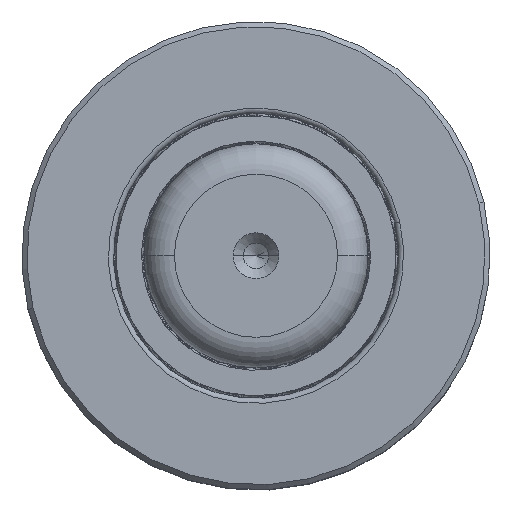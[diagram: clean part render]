
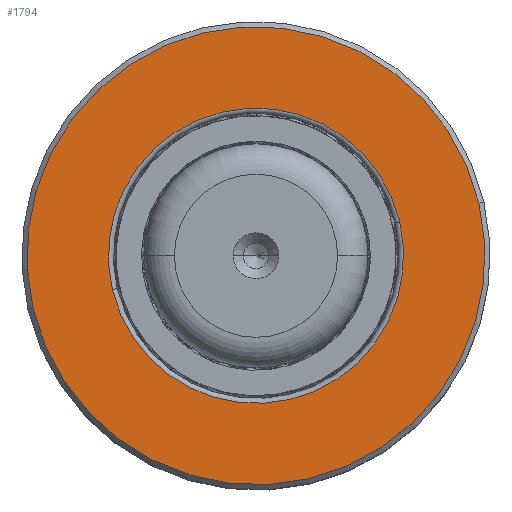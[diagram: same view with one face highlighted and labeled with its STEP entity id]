
A CAD part, top view. The second image highlights one B-rep face of the part: STEP entity #1794.
In plain terms, the highlighted face is planar.
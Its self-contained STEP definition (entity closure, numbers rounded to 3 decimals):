
#1794 = ADVANCED_FACE ( 'NONE', ( #18086, #38348 ), #5952, .T. ) ;
#1873 = VERTEX_POINT ( 'NONE', #4448 ) ;
#4176 = CIRCLE ( 'NONE', #15428, 14.5 ) ;
#4380 = CIRCLE ( 'NONE', #11791, 22.5 ) ;
#4448 = CARTESIAN_POINT ( 'NONE',  ( 0., 15.687, 22.5 ) ) ;
#4575 = EDGE_CURVE ( 'NONE', #1873, #28360, #4380, .T. ) ;
#5420 = CARTESIAN_POINT ( 'NONE',  ( 0., 15.687, 0. ) ) ;
#5535 = DIRECTION ( 'NONE',  ( 0., -1., 0. ) ) ;
#5707 = CIRCLE ( 'NONE', #25480, 22.5 ) ;
#5952 = PLANE ( 'NONE',  #38087 ) ;
#6042 = DIRECTION ( 'NONE',  ( 0., 0., 1. ) ) ;
#8838 = ORIENTED_EDGE ( 'NONE', *, *, #11970, .T. ) ;
#10002 = EDGE_CURVE ( 'NONE', #10141, #21561, #17362, .T. ) ;
#10141 = VERTEX_POINT ( 'NONE', #33969 ) ;
#11791 = AXIS2_PLACEMENT_3D ( 'NONE', #27993, #21101, #24481 ) ;
#11970 = EDGE_CURVE ( 'NONE', #21561, #10141, #4176, .T. ) ;
#15100 = EDGE_LOOP ( 'NONE', ( #32927, #8838 ) ) ;
#15376 = EDGE_CURVE ( 'NONE', #28360, #1873, #5707, .T. ) ;
#15428 = AXIS2_PLACEMENT_3D ( 'NONE', #15839, #43812, #19011 ) ;
#15459 = AXIS2_PLACEMENT_3D ( 'NONE', #40862, #5535, #29997 ) ;
#15824 = DIRECTION ( 'NONE',  ( 0., 0., -1. ) ) ;
#15839 = CARTESIAN_POINT ( 'NONE',  ( 0., 15.687, 0. ) ) ;
#17362 = CIRCLE ( 'NONE', #15459, 14.5 ) ;
#18086 = FACE_BOUND ( 'NONE', #15100, .T. ) ;
#19011 = DIRECTION ( 'NONE',  ( 0., 0., -1. ) ) ;
#20320 = ORIENTED_EDGE ( 'NONE', *, *, #15376, .F. ) ;
#20677 = CARTESIAN_POINT ( 'NONE',  ( 0., 15.687, -22.5 ) ) ;
#21101 = DIRECTION ( 'NONE',  ( 0., -1., 0. ) ) ;
#21561 = VERTEX_POINT ( 'NONE', #39005 ) ;
#24481 = DIRECTION ( 'NONE',  ( 0., 0., -1. ) ) ;
#25480 = AXIS2_PLACEMENT_3D ( 'NONE', #5420, #40278, #15824 ) ;
#27993 = CARTESIAN_POINT ( 'NONE',  ( 0., 15.687, 0. ) ) ;
#28360 = VERTEX_POINT ( 'NONE', #20677 ) ;
#29997 = DIRECTION ( 'NONE',  ( 0., 0., -1. ) ) ;
#32927 = ORIENTED_EDGE ( 'NONE', *, *, #10002, .T. ) ;
#33969 = CARTESIAN_POINT ( 'NONE',  ( 0., 15.687, -14.5 ) ) ;
#37123 = DIRECTION ( 'NONE',  ( 0., 1., 0. ) ) ;
#38087 = AXIS2_PLACEMENT_3D ( 'NONE', #43692, #37123, #6042 ) ;
#38348 = FACE_OUTER_BOUND ( 'NONE', #40191, .T. ) ;
#39005 = CARTESIAN_POINT ( 'NONE',  ( 0., 15.687, 14.5 ) ) ;
#40191 = EDGE_LOOP ( 'NONE', ( #20320, #43998 ) ) ;
#40278 = DIRECTION ( 'NONE',  ( 0., -1., 0. ) ) ;
#40862 = CARTESIAN_POINT ( 'NONE',  ( 0., 15.687, 0. ) ) ;
#43692 = CARTESIAN_POINT ( 'NONE',  ( 22.5, 15.687, 0. ) ) ;
#43812 = DIRECTION ( 'NONE',  ( 0., -1., 0. ) ) ;
#43998 = ORIENTED_EDGE ( 'NONE', *, *, #4575, .F. ) ;
